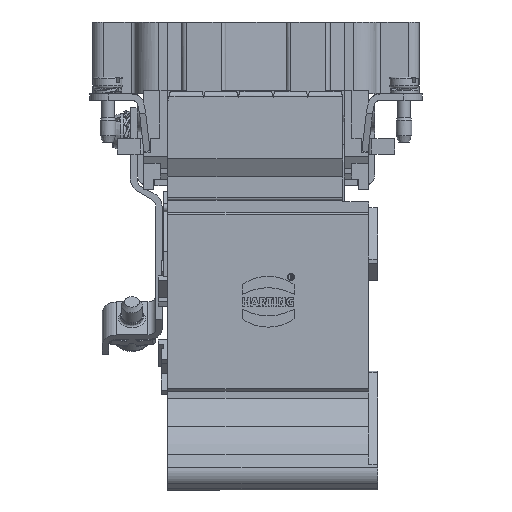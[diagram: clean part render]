
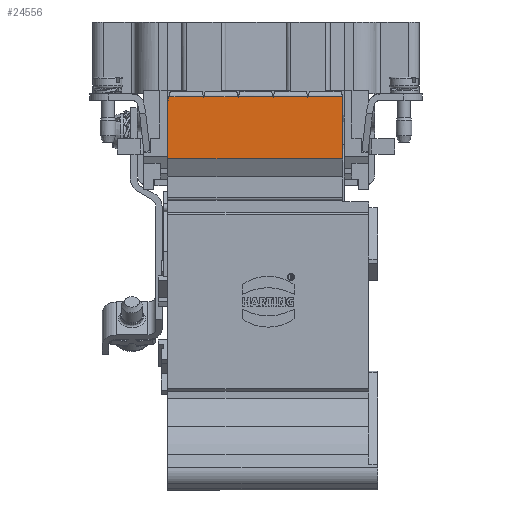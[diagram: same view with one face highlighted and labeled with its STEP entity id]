
A CAD part, front view. The second image highlights one B-rep face of the part: STEP entity #24556.
In plain terms, the highlighted planar face has unit normal (0, -1, 0).
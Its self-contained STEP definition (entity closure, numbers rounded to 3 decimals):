
#7349=FACE_OUTER_BOUND('',#31376,.T.);
#10938=LINE('',#105273,#17659);
#11038=LINE('',#105505,#17759);
#12069=LINE('',#109196,#18790);
#12070=LINE('',#109199,#18791);
#12071=LINE('',#109201,#18792);
#12072=LINE('',#109203,#18793);
#12073=LINE('',#109205,#18794);
#12074=LINE('',#109207,#18795);
#12075=LINE('',#109209,#18796);
#12076=LINE('',#109211,#18797);
#12077=LINE('',#109213,#18798);
#12078=LINE('',#109215,#18799);
#12079=LINE('',#109216,#18800);
#12080=LINE('',#109218,#18801);
#12081=LINE('',#109219,#18802);
#12082=LINE('',#109221,#18803);
#12083=LINE('',#109223,#18804);
#12084=LINE('',#109225,#18805);
#12085=LINE('',#109227,#18806);
#17659=VECTOR('',#85975,1.);
#17759=VECTOR('',#86117,1.);
#18790=VECTOR('',#88610,1.);
#18791=VECTOR('',#88611,1.);
#18792=VECTOR('',#88612,1.);
#18793=VECTOR('',#88613,1.);
#18794=VECTOR('',#88614,1.);
#18795=VECTOR('',#88615,1.);
#18796=VECTOR('',#88616,1.);
#18797=VECTOR('',#88617,1.);
#18798=VECTOR('',#88618,1.);
#18799=VECTOR('',#88619,1.);
#18800=VECTOR('',#88620,1.);
#18801=VECTOR('',#88621,1.);
#18802=VECTOR('',#88622,1.);
#18803=VECTOR('',#88623,1.);
#18804=VECTOR('',#88624,1.);
#18805=VECTOR('',#88625,1.);
#18806=VECTOR('',#88626,1.);
#24556=ADVANCED_FACE('',(#7349),#28309,.T.);
#28309=PLANE('',#80295);
#31376=EDGE_LOOP('',(#38185,#38186,#38187,#38188,#38189,#38190,#38191,#38192,
#38193,#38194,#38195,#38196,#38197,#38198,#38199,#38200,#38201,#38202,#38203));
#38185=ORIENTED_EDGE('',*,*,#65743,.T.);
#38186=ORIENTED_EDGE('',*,*,#65744,.T.);
#38187=ORIENTED_EDGE('',*,*,#65745,.F.);
#38188=ORIENTED_EDGE('',*,*,#65746,.T.);
#38189=ORIENTED_EDGE('',*,*,#65747,.T.);
#38190=ORIENTED_EDGE('',*,*,#65748,.F.);
#38191=ORIENTED_EDGE('',*,*,#65749,.T.);
#38192=ORIENTED_EDGE('',*,*,#65750,.T.);
#38193=ORIENTED_EDGE('',*,*,#65751,.F.);
#38194=ORIENTED_EDGE('',*,*,#65752,.T.);
#38195=ORIENTED_EDGE('',*,*,#64384,.F.);
#38196=ORIENTED_EDGE('',*,*,#65753,.F.);
#38197=ORIENTED_EDGE('',*,*,#65754,.T.);
#38198=ORIENTED_EDGE('',*,*,#64267,.F.);
#38199=ORIENTED_EDGE('',*,*,#65755,.T.);
#38200=ORIENTED_EDGE('',*,*,#65756,.F.);
#38201=ORIENTED_EDGE('',*,*,#65757,.T.);
#38202=ORIENTED_EDGE('',*,*,#65758,.T.);
#38203=ORIENTED_EDGE('',*,*,#65759,.F.);
#57113=VERTEX_POINT('',#105272);
#57114=VERTEX_POINT('',#105274);
#57223=VERTEX_POINT('',#105503);
#57225=VERTEX_POINT('',#105506);
#58146=VERTEX_POINT('',#109197);
#58147=VERTEX_POINT('',#109198);
#58148=VERTEX_POINT('',#109200);
#58149=VERTEX_POINT('',#109202);
#58150=VERTEX_POINT('',#109204);
#58151=VERTEX_POINT('',#109206);
#58152=VERTEX_POINT('',#109208);
#58153=VERTEX_POINT('',#109210);
#58154=VERTEX_POINT('',#109212);
#58155=VERTEX_POINT('',#109214);
#58156=VERTEX_POINT('',#109217);
#58157=VERTEX_POINT('',#109220);
#58158=VERTEX_POINT('',#109222);
#58159=VERTEX_POINT('',#109224);
#58160=VERTEX_POINT('',#109226);
#64267=EDGE_CURVE('',#57113,#57114,#10938,.T.);
#64384=EDGE_CURVE('',#57223,#57225,#11038,.T.);
#65743=EDGE_CURVE('',#58146,#58147,#12069,.T.);
#65744=EDGE_CURVE('',#58147,#58148,#12070,.T.);
#65745=EDGE_CURVE('',#58149,#58148,#12071,.T.);
#65746=EDGE_CURVE('',#58149,#58150,#12072,.T.);
#65747=EDGE_CURVE('',#58150,#58151,#12073,.T.);
#65748=EDGE_CURVE('',#58152,#58151,#12074,.T.);
#65749=EDGE_CURVE('',#58152,#58153,#12075,.T.);
#65750=EDGE_CURVE('',#58153,#58154,#12076,.T.);
#65751=EDGE_CURVE('',#58155,#58154,#12077,.T.);
#65752=EDGE_CURVE('',#58155,#57225,#12078,.T.);
#65753=EDGE_CURVE('',#58156,#57223,#12079,.T.);
#65754=EDGE_CURVE('',#58156,#57114,#12080,.T.);
#65755=EDGE_CURVE('',#57113,#58157,#12081,.T.);
#65756=EDGE_CURVE('',#58158,#58157,#12082,.T.);
#65757=EDGE_CURVE('',#58158,#58159,#12083,.T.);
#65758=EDGE_CURVE('',#58159,#58160,#12084,.T.);
#65759=EDGE_CURVE('',#58146,#58160,#12085,.T.);
#80295=AXIS2_PLACEMENT_3D('',#109228,#88627,#88628);
#85975=DIRECTION('',(0.,0.,-1.));
#86117=DIRECTION('',(0.,0.,1.));
#88610=DIRECTION('',(-0.259,0.,-0.966));
#88611=DIRECTION('',(-0.259,0.,0.966));
#88612=DIRECTION('',(1.,0.,0.));
#88613=DIRECTION('',(-0.259,0.,-0.966));
#88614=DIRECTION('',(-0.259,0.,0.966));
#88615=DIRECTION('',(1.,0.,0.));
#88616=DIRECTION('',(-0.259,0.,-0.966));
#88617=DIRECTION('',(-0.259,0.,0.966));
#88618=DIRECTION('',(1.,0.,0.));
#88619=DIRECTION('',(-0.259,0.,-0.966));
#88620=DIRECTION('',(0.,0.,1.));
#88621=DIRECTION('',(1.,0.,0.));
#88622=DIRECTION('',(-0.259,0.,0.966));
#88623=DIRECTION('',(1.,0.,0.));
#88624=DIRECTION('',(-0.259,0.,-0.966));
#88625=DIRECTION('',(-0.259,0.,0.966));
#88626=DIRECTION('',(1.,0.,0.));
#88627=DIRECTION('',(0.,-1.,0.));
#88628=DIRECTION('',(0.,0.,-1.));
#105272=CARTESIAN_POINT('',(16.7,-16.9,0.561));
#105273=CARTESIAN_POINT('',(16.7,-16.9,0.561));
#105274=CARTESIAN_POINT('',(16.7,-16.9,-11.319));
#105503=CARTESIAN_POINT('',(-17.,-16.9,-10.973));
#105505=CARTESIAN_POINT('',(-17.,-16.9,-11.319));
#105506=CARTESIAN_POINT('',(-17.,-16.9,-0.185));
#109196=CARTESIAN_POINT('',(3.332,-16.9,0.681));
#109197=CARTESIAN_POINT('',(3.332,-16.9,0.681));
#109198=CARTESIAN_POINT('',(3.3,-16.9,0.561));
#109199=CARTESIAN_POINT('',(3.3,-16.9,0.561));
#109200=CARTESIAN_POINT('',(3.268,-16.9,0.681));
#109201=CARTESIAN_POINT('',(-3.368,-16.9,0.681));
#109202=CARTESIAN_POINT('',(-3.368,-16.9,0.681));
#109203=CARTESIAN_POINT('',(-3.368,-16.9,0.681));
#109204=CARTESIAN_POINT('',(-3.4,-16.9,0.561));
#109205=CARTESIAN_POINT('',(-3.4,-16.9,0.561));
#109206=CARTESIAN_POINT('',(-3.432,-16.9,0.681));
#109207=CARTESIAN_POINT('',(-10.068,-16.9,0.681));
#109208=CARTESIAN_POINT('',(-10.068,-16.9,0.681));
#109209=CARTESIAN_POINT('',(-10.068,-16.9,0.681));
#109210=CARTESIAN_POINT('',(-10.1,-16.9,0.561));
#109211=CARTESIAN_POINT('',(-10.1,-16.9,0.561));
#109212=CARTESIAN_POINT('',(-10.132,-16.9,0.681));
#109213=CARTESIAN_POINT('',(-16.768,-16.9,0.681));
#109214=CARTESIAN_POINT('',(-16.768,-16.9,0.681));
#109215=CARTESIAN_POINT('',(-16.768,-16.9,0.681));
#109216=CARTESIAN_POINT('',(-17.,-16.9,-11.319));
#109217=CARTESIAN_POINT('',(-17.,-16.9,-11.319));
#109218=CARTESIAN_POINT('',(3.3,-16.9,-11.319));
#109219=CARTESIAN_POINT('',(16.7,-16.9,0.561));
#109220=CARTESIAN_POINT('',(16.668,-16.9,0.681));
#109221=CARTESIAN_POINT('',(10.032,-16.9,0.681));
#109222=CARTESIAN_POINT('',(10.032,-16.9,0.681));
#109223=CARTESIAN_POINT('',(10.032,-16.9,0.681));
#109224=CARTESIAN_POINT('',(10.,-16.9,0.561));
#109225=CARTESIAN_POINT('',(10.,-16.9,0.561));
#109226=CARTESIAN_POINT('',(9.968,-16.9,0.681));
#109227=CARTESIAN_POINT('',(3.332,-16.9,0.681));
#109228=CARTESIAN_POINT('',(3.3,-16.9,0.681));
